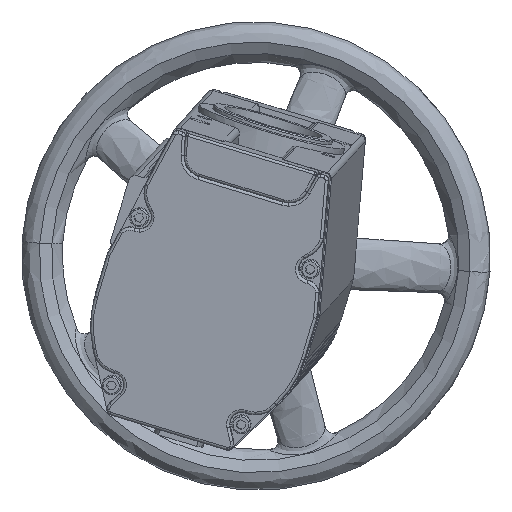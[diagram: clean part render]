
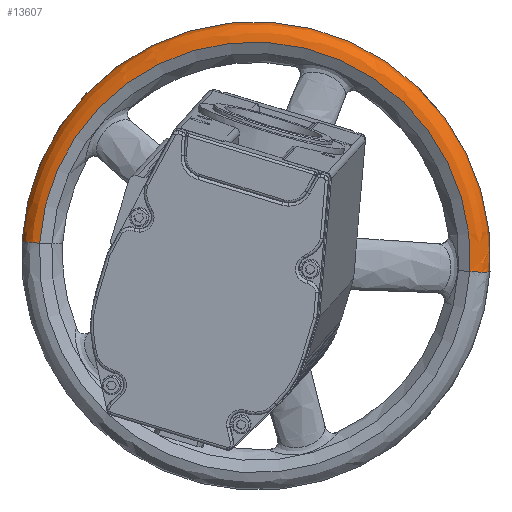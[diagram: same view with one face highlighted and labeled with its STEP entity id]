
A CAD part, front view. The second image highlights one B-rep face of the part: STEP entity #13607.
In plain terms, the highlighted free-form (B-spline) face has degree [3, 3] with [4, 4] control points.
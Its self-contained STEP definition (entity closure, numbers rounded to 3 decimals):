
#5 = CARTESIAN_POINT ( 'NONE',  ( -238.38, 421.21, -255.192 ) ) ;
#850 = AXIS2_PLACEMENT_3D ( 'NONE', #35702, #32124, #7135 ) ;
#1069 = AXIS2_PLACEMENT_3D ( 'NONE', #9715, #16171, #11855 ) ;
#1136 = CARTESIAN_POINT ( 'NONE',  ( 101.477, 369.044, 43.475 ) ) ;
#1691 = CIRCLE ( 'NONE', #15622, 161. ) ;
#1838 = ORIENTED_EDGE ( 'NONE', *, *, #41022, .F. ) ;
#1840 = CARTESIAN_POINT ( 'NONE',  ( 81.818, 393.973, -276.956 ) ) ;
#2164 = ORIENTED_EDGE ( 'NONE', *, *, #25851, .T. ) ;
#2475 = ORIENTED_EDGE ( 'NONE', *, *, #36648, .T. ) ;
#2745 = CIRCLE ( 'NONE', #850, 13. ) ;
#3964 = CARTESIAN_POINT ( 'NONE',  ( -218.721, 396.281, 65.24 ) ) ;
#6788 = CARTESIAN_POINT ( 'NONE',  ( 82.319, 401.551, -276.397 ) ) ;
#7135 = DIRECTION ( 'NONE',  ( -0.996, 0.061, 0.066 ) ) ;
#7394 = AXIS2_PLACEMENT_3D ( 'NONE', #39733, #11767, #16779 ) ;
#7645 = CIRCLE ( 'NONE', #1069, 13. ) ;
#8284 = CARTESIAN_POINT ( 'NONE',  ( -238.881, 413.632, -255.75 ) ) ;
#8994 = CARTESIAN_POINT ( 'NONE',  ( -233.873, 407.945, -256.5 ) ) ;
#9715 = CARTESIAN_POINT ( 'NONE',  ( 69.372, 402.345, -275.541 ) ) ;
#10999 =( BOUNDED_SURFACE ( )  B_SPLINE_SURFACE ( 3, 3, ( 
 ( #14015, #42627, #23277, #44077 ),
 ( #21147, #35450, #31881, #8994 ),
 ( #1840, #1136, #39087, #8284 ),
 ( #20443, #26149, #3964, #26838 ) ),
 .UNSPECIFIED., .F., .F., .F. ) 
 B_SPLINE_SURFACE_WITH_KNOTS ( ( 4, 4 ),
 ( 4, 4 ),
 ( 0., 1. ),
 ( 0., 1. ),
 .UNSPECIFIED. ) 
 GEOMETRIC_REPRESENTATION_ITEM ( )  RATIONAL_B_SPLINE_SURFACE ( (
 ( 1., 0.333, 0.333, 1.),
 ( 0.805, 0.268, 0.268, 0.805),
 ( 0.805, 0.268, 0.268, 0.805),
 ( 1., 0.333, 0.333, 1.) ) ) 
 REPRESENTATION_ITEM ( '' )  SURFACE ( )  );
#11767 = DIRECTION ( 'NONE',  ( 0.066, 0.995, 0.073 ) ) ;
#11855 = DIRECTION ( 'NONE',  ( 0.996, -0.061, -0.066 ) ) ;
#12563 = CARTESIAN_POINT ( 'NONE',  ( -78.03, 411.381, -265.794 ) ) ;
#13272 = FACE_OUTER_BOUND ( 'NONE', #21007, .T. ) ;
#13607 = ADVANCED_FACE ( 'NONE', ( #13272 ), #10999, .T. ) ;
#14015 = CARTESIAN_POINT ( 'NONE',  ( 68.515, 389.408, -276.495 ) ) ;
#15622 = AXIS2_PLACEMENT_3D ( 'NONE', #12563, #27566, #36857 ) ;
#16171 = DIRECTION ( 'NONE',  ( 0.061, -0.077, 0.995 ) ) ;
#16716 = CARTESIAN_POINT ( 'NONE',  ( 68.515, 389.408, -276.495 ) ) ;
#16779 = DIRECTION ( 'NONE',  ( -0.996, 0.061, 0.066 ) ) ;
#18610 = CIRCLE ( 'NONE', #7394, 148. ) ;
#20443 = CARTESIAN_POINT ( 'NONE',  ( 82.319, 401.551, -276.397 ) ) ;
#20804 = VERTEX_POINT ( 'NONE', #16716 ) ;
#21007 = EDGE_LOOP ( 'NONE', ( #2475, #25279, #2164, #1838 ) ) ;
#21147 = CARTESIAN_POINT ( 'NONE',  ( 76.1, 388.943, -276.996 ) ) ;
#23277 = CARTESIAN_POINT ( 'NONE',  ( -208.217, 384.564, 37.556 ) ) ;
#25279 = ORIENTED_EDGE ( 'NONE', *, *, #26618, .T. ) ;
#25851 = EDGE_CURVE ( 'NONE', #30743, #37218, #1691, .T. ) ;
#26149 = CARTESIAN_POINT ( 'NONE',  ( 101.978, 376.622, 44.034 ) ) ;
#26618 = EDGE_CURVE ( 'NONE', #20804, #30743, #7645, .T. ) ;
#26752 = CARTESIAN_POINT ( 'NONE',  ( -226.289, 407.48, -257.002 ) ) ;
#26838 = CARTESIAN_POINT ( 'NONE',  ( -238.38, 421.21, -255.192 ) ) ;
#26884 = VERTEX_POINT ( 'NONE', #26752 ) ;
#27566 = DIRECTION ( 'NONE',  ( -0.066, -0.995, -0.073 ) ) ;
#30743 = VERTEX_POINT ( 'NONE', #6788 ) ;
#31881 = CARTESIAN_POINT ( 'NONE',  ( -214.871, 383.849, 53.214 ) ) ;
#32124 = DIRECTION ( 'NONE',  ( -0.061, 0.077, -0.995 ) ) ;
#35450 = CARTESIAN_POINT ( 'NONE',  ( 95.102, 364.848, 32.718 ) ) ;
#35702 = CARTESIAN_POINT ( 'NONE',  ( -225.432, 420.417, -256.048 ) ) ;
#36648 = EDGE_CURVE ( 'NONE', #26884, #20804, #18610, .T. ) ;
#36857 = DIRECTION ( 'NONE',  ( -0.996, 0.061, 0.066 ) ) ;
#37218 = VERTEX_POINT ( 'NONE', #5 ) ;
#39087 = CARTESIAN_POINT ( 'NONE',  ( -219.222, 388.703, 64.681 ) ) ;
#39733 = CARTESIAN_POINT ( 'NONE',  ( -78.887, 398.444, -266.748 ) ) ;
#41022 = EDGE_CURVE ( 'NONE', #26884, #37218, #2745, .T. ) ;
#42627 = CARTESIAN_POINT ( 'NONE',  ( 86.587, 366.492, 18.063 ) ) ;
#44077 = CARTESIAN_POINT ( 'NONE',  ( -226.289, 407.48, -257.002 ) ) ;
